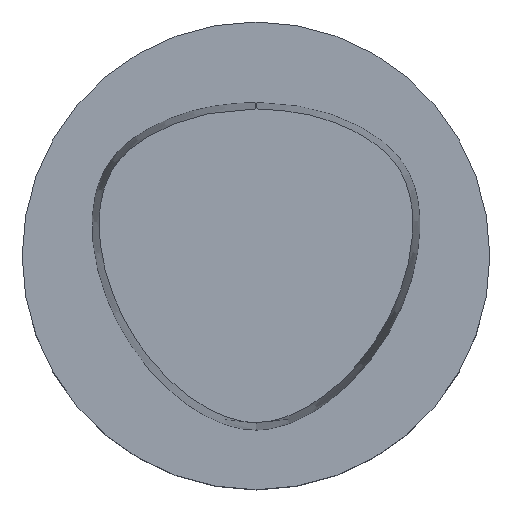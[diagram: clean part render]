
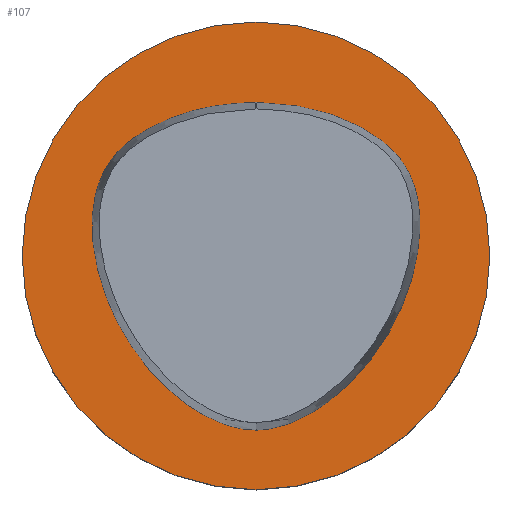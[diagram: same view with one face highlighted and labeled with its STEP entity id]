
A CAD part, top view. The second image highlights one B-rep face of the part: STEP entity #107.
In plain terms, the highlighted planar face has unit normal (0, 0, 1).
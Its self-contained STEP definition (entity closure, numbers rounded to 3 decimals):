
#68=EDGE_CURVE('Unnamed[1]',#189,#190,#191,.T.);
#107=ADVANCED_FACE('Unnamed[1]',(#250,#251),#252,.T.);
#112=EDGE_CURVE('Unnamed[1]',#259,#189,#260,.T.);
#114=EDGE_CURVE('Unnamed[1]',#262,#262,#263,.T.);
#145=EDGE_CURVE('Unnamed[1]',#190,#259,#308,.T.);
#189=VERTEX_POINT('',#353);
#190=VERTEX_POINT('',#354);
#191=B_SPLINE_CURVE_WITH_KNOTS('',3,(#355,#356,#357,#358,#359,#360,#361,#362,#363,#364,#365,#366,#367,#368,#369,#370,#371),.UNSPECIFIED.,.F.,.F.,(4,1,1,1,1,1,1,1,1,1,1,1,1,1,4),(-13.23,-12.817,-12.403,-11.99,-11.576,-11.163,-10.956,-10.75,-10.336,-9.923,-9.096,-8.269,-7.442,-7.029,-6.615),.UNSPECIFIED.);
#250=FACE_BOUND('',#532,.T.);
#251=FACE_OUTER_BOUND('',#533,.T.);
#252=PLANE('',#534);
#259=VERTEX_POINT('',#543);
#260=CIRCLE('',#544,0.95);
#262=VERTEX_POINT('',#547);
#263=CIRCLE('',#548,31.5);
#308=B_SPLINE_CURVE_WITH_KNOTS('',3,(#671,#672,#673,#674,#675,#676,#677,#678,#679,#680,#681,#682,#683,#684,#685,#686,#687,#688),.UNSPECIFIED.,.F.,.F.,(4,1,1,1,1,1,1,1,1,2,1,1,1,1,4),(-6.615,-6.202,-5.788,-5.375,-4.961,-4.134,-3.308,-2.894,-2.481,-2.067,-1.654,-1.24,-0.827,-0.413,0.0),.UNSPECIFIED.);
#353=CARTESIAN_POINT('',(0.045,20.677,0.));
#354=CARTESIAN_POINT('',(0.044,-23.469,0.));
#355=CARTESIAN_POINT('',(0.045,20.677,0.));
#356=CARTESIAN_POINT('',(1.424,20.61,0.));
#357=CARTESIAN_POINT('',(4.223,20.484,0.));
#358=CARTESIAN_POINT('',(8.472,19.689,0.));
#359=CARTESIAN_POINT('',(12.514,18.243,0.0));
#360=CARTESIAN_POINT('',(16.304,16.173,0.));
#361=CARTESIAN_POINT('',(19.145,13.704,0.));
#362=CARTESIAN_POINT('',(20.732,11.101,0.0));
#363=CARTESIAN_POINT('',(21.783,8.281,0.));
#364=CARTESIAN_POINT('',(22.226,4.609,0.0));
#365=CARTESIAN_POINT('',(21.744,-1.113,0.0));
#366=CARTESIAN_POINT('',(19.552,-7.954,0.0));
#367=CARTESIAN_POINT('',(14.957,-15.209,0.0));
#368=CARTESIAN_POINT('',(9.668,-20.083,0.));
#369=CARTESIAN_POINT('',(4.516,-22.795,0.));
#370=CARTESIAN_POINT('',(1.559,-23.461,0.));
#371=CARTESIAN_POINT('',(0.044,-23.469,0.));
#532=EDGE_LOOP('',(#813,#814,#815));
#533=EDGE_LOOP('',(#816));
#534=AXIS2_PLACEMENT_3D('',#817,#818,#819);
#543=CARTESIAN_POINT('',(-0.045,20.677,0.));
#544=AXIS2_PLACEMENT_3D('',#826,#827,#828);
#547=CARTESIAN_POINT('',(0.,31.5,0.));
#548=AXIS2_PLACEMENT_3D('',#829,#830,#831);
#671=CARTESIAN_POINT('',(0.044,-23.469,0.));
#672=CARTESIAN_POINT('',(-1.471,-23.477,0.));
#673=CARTESIAN_POINT('',(-4.439,-22.821,0.));
#674=CARTESIAN_POINT('',(-8.35,-20.8,0.));
#675=CARTESIAN_POINT('',(-11.745,-18.156,0.));
#676=CARTESIAN_POINT('',(-15.699,-14.041,0.));
#677=CARTESIAN_POINT('',(-19.535,-8.006,0.));
#678=CARTESIAN_POINT('',(-21.721,-1.161,0.0));
#679=CARTESIAN_POINT('',(-22.249,4.55,0.0));
#680=CARTESIAN_POINT('',(-21.665,9.002,0.0));
#681=CARTESIAN_POINT('',(-20.395,11.778,0.0));
#682=CARTESIAN_POINT('',(-18.593,14.198,0.0));
#683=CARTESIAN_POINT('',(-16.323,16.178,0.0));
#684=CARTESIAN_POINT('',(-12.508,18.252,0.));
#685=CARTESIAN_POINT('',(-8.468,19.679,0.));
#686=CARTESIAN_POINT('',(-4.23,20.488,0.));
#687=CARTESIAN_POINT('',(-1.423,20.613,0.));
#688=CARTESIAN_POINT('',(-0.045,20.677,0.));
#813=ORIENTED_EDGE('',*,*,#68,.T.);
#814=ORIENTED_EDGE('',*,*,#145,.T.);
#815=ORIENTED_EDGE('',*,*,#112,.T.);
#816=ORIENTED_EDGE('',*,*,#114,.F.);
#817=CARTESIAN_POINT('',(0.,15.75,0.));
#818=DIRECTION('',(0.,0.,1.0));
#819=DIRECTION('',(0.,-1.0,0.));
#826=CARTESIAN_POINT('',(-0.001,19.728,0.));
#827=DIRECTION('',(0.,0.,-1.0));
#828=DIRECTION('',(-0.046,0.999,0.));
#829=CARTESIAN_POINT('',(0.0,0.0,0.0));
#830=DIRECTION('',(0.,0.,-1.0));
#831=DIRECTION('',(0.,1.0,0.));
